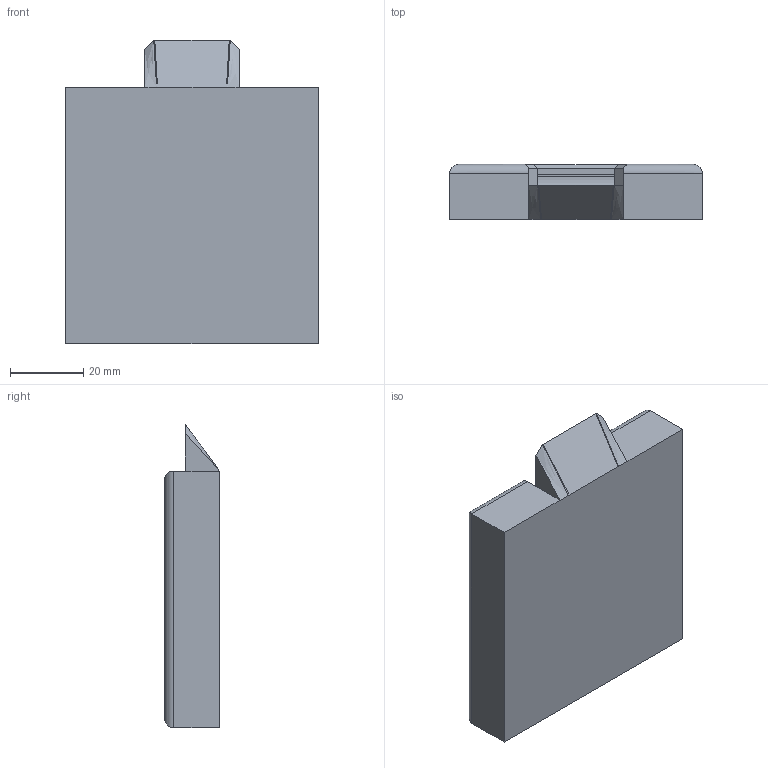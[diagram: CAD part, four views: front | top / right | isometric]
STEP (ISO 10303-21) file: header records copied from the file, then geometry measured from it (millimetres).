
FILE_DESCRIPTION(/* description */ (''),/* implementation_level */ '2;1');
FILE_NAME(/* name */ 'cradle.step',/* time_stamp */ '2019-02-17T11:20:40-05:00',/* author */ ('sphawes'),/* organization */ (''),/* preprocessor_version */ 'ST-DEVELOPER v17.2',/* originating_system */ 'Autodesk Translation Framework v7.6.0.251',/* authorisation */ '');
FILE_SCHEMA (('AUTOMOTIVE_DESIGN { 1 0 10303 214 3 1 1 }'));
Length unit declared in the file: millimetre
Products named in the file (3): firmwareCradle; cradle; insert
Assembly tree (2 placements, depth 3):
  firmwareCradle
    cradle
      insert
Bounding box: 69 x 15 x 82.71 mm (x, y, z)
Volume: 46771.2 mm3; surface area: 19106.6 mm2
Topology: 2 solids, 2 shells, 87 faces, 211 edges, 128 vertices
Faces by surface type: plane 62, cylinder 19, bspline 6
Entity records: 2615 total; most frequent: CARTESIAN_POINT 527, ORIENTED_EDGE 422, DIRECTION 407, EDGE_CURVE 211, LINE 183, VECTOR 183, VERTEX_POINT 128, AXIS2_PLACEMENT_3D 112
